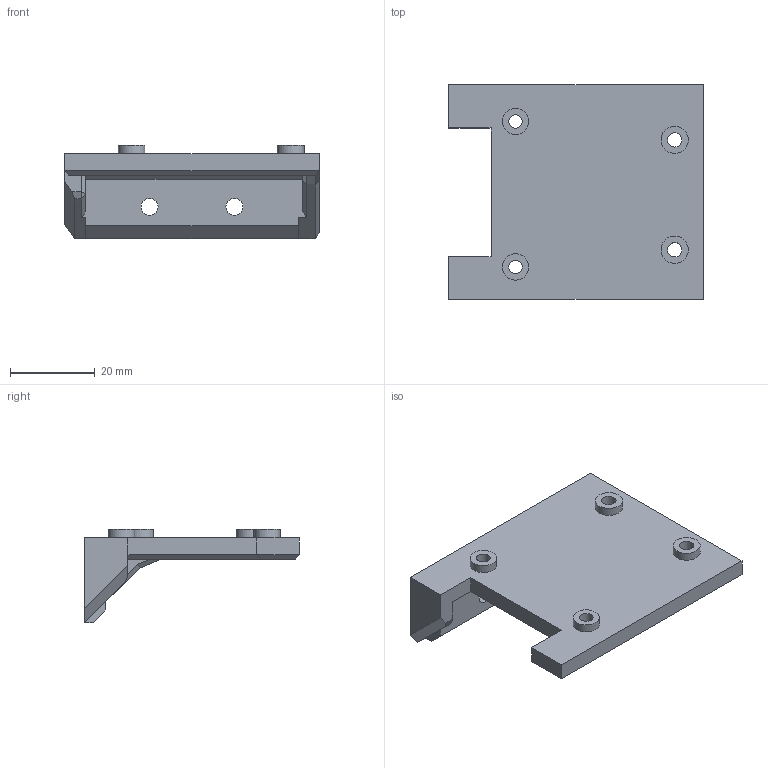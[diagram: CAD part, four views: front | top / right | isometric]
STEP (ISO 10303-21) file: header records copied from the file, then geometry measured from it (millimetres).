
FILE_DESCRIPTION(/* description */ ('STEP AP242','CAx-IF Rec.Pracs.---Representation and Presentation of Product Manufacturing Information (PMI)---4.0---2014-10-13','CAx-IF Rec.Pracs.---3D Tessellated Geometry---0.4---2014-09-14','2;1'),/* implementation_level */ '2;1');
FILE_NAME(/* name */ 'Raspberry Pi 4 - Raspberry Pi 4 (1) - Part 7',/* time_stamp */ '2024-10-30T00:29:31Z',/* author */ (''),/* organization */ (''),/* preprocessor_version */ 'ST-DEVELOPER v20',/* originating_system */ ' ',/* authorisation */ ' ');
FILE_SCHEMA (('AP242_MANAGED_MODEL_BASED_3D_ENGINEERING_MIM_LF { 1 0 10303 442 1 1 4 }'));
Length unit declared in the file: metre
Products named in the file (1): Part 7
Bounding box: 60 x 50.5 x 22 mm (x, y, z)
Volume: 17966.4 mm3; surface area: 8908 mm2
Topology: 1 solids, 1 shells, 50 faces, 118 edges, 74 vertices
Faces by surface type: plane 40, cylinder 10
Full cylindrical faces by diameter (mm): 3.2 x2, 3.4 x2, 4 x2, 6.2 x2, 6.4 x2
Entity records: 1406 total; most frequent: CARTESIAN_POINT 233, DIRECTION 230, ORIENTED_EDGE 216, EDGE_CURVE 108, LINE 88, VECTOR 88, EDGE_LOOP 76, FACE_BOUND 76
